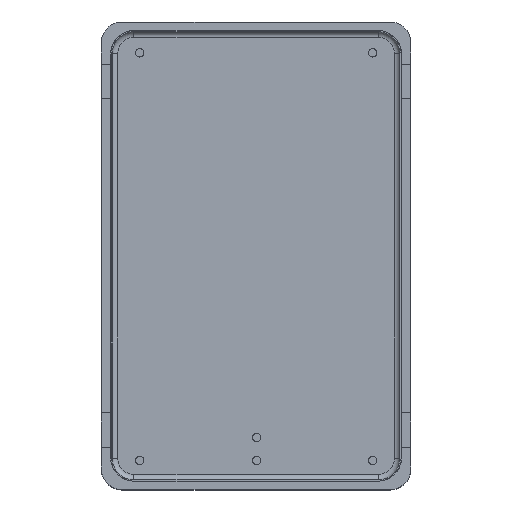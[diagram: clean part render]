
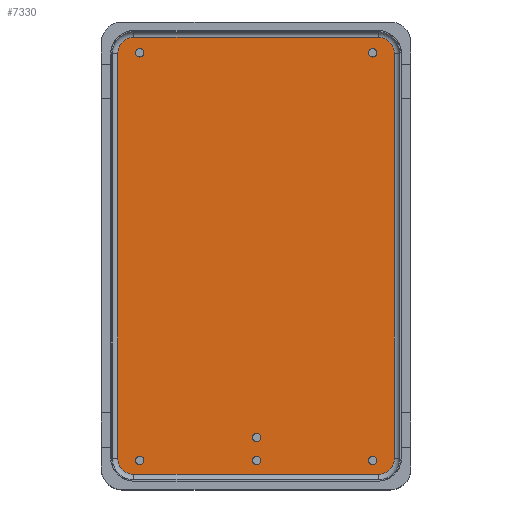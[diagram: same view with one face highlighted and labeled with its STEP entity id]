
A CAD part, top view. The second image highlights one B-rep face of the part: STEP entity #7330.
In plain terms, the highlighted planar face has unit normal (0, 0, 1).
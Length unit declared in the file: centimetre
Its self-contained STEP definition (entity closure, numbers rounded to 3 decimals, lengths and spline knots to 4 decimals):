
#916=VECTOR('',#8946,1.);
#917=VECTOR('',#8949,1.);
#918=VECTOR('',#8952,1.);
#919=VECTOR('',#8955,1.);
#1725=LINE('',#11572,#916);
#1726=LINE('',#11576,#917);
#1727=LINE('',#11580,#918);
#1728=LINE('',#11584,#919);
#2079=PLANE('',#7717);
#2109=VERTEX_POINT('',#9280);
#2115=VERTEX_POINT('',#9297);
#2137=VERTEX_POINT('',#9363);
#2679=VERTEX_POINT('',#11512);
#2685=VERTEX_POINT('',#11529);
#2691=VERTEX_POINT('',#11546);
#2700=VERTEX_POINT('',#11570);
#2701=VERTEX_POINT('',#11571);
#2702=VERTEX_POINT('',#11573);
#2703=VERTEX_POINT('',#11575);
#2704=VERTEX_POINT('',#11577);
#2705=VERTEX_POINT('',#11579);
#2706=VERTEX_POINT('',#11581);
#2707=VERTEX_POINT('',#11583);
#2813=CIRCLE('',#7400,0.0365);
#2819=CIRCLE('',#7411,0.0365);
#2833=CIRCLE('',#7439,0.0365);
#2845=CIRCLE('',#7685,0.0365);
#2851=CIRCLE('',#7696,0.0365);
#2857=CIRCLE('',#7707,0.0365);
#2862=CIRCLE('',#7718,0.141);
#2863=CIRCLE('',#7719,0.141);
#2864=CIRCLE('',#7720,0.141);
#2865=CIRCLE('',#7721,0.141);
#2931=EDGE_CURVE('',#2109,#2109,#2813,.T.);
#2937=EDGE_CURVE('',#2115,#2115,#2819,.T.);
#2967=EDGE_CURVE('',#2137,#2137,#2833,.T.);
#3774=EDGE_CURVE('',#2679,#2679,#2845,.T.);
#3780=EDGE_CURVE('',#2685,#2685,#2851,.T.);
#3786=EDGE_CURVE('',#2691,#2691,#2857,.T.);
#3795=EDGE_CURVE('',#2700,#2701,#2862,.T.);
#3796=EDGE_CURVE('',#2702,#2700,#1725,.T.);
#3797=EDGE_CURVE('',#2703,#2702,#2863,.T.);
#3798=EDGE_CURVE('',#2704,#2703,#1726,.T.);
#3799=EDGE_CURVE('',#2705,#2704,#2864,.T.);
#3800=EDGE_CURVE('',#2706,#2705,#1727,.T.);
#3801=EDGE_CURVE('',#2707,#2706,#2865,.T.);
#3802=EDGE_CURVE('',#2701,#2707,#1728,.T.);
#5681=ORIENTED_EDGE('',*,*,#3795,.F.);
#5682=ORIENTED_EDGE('',*,*,#3796,.F.);
#5683=ORIENTED_EDGE('',*,*,#3797,.F.);
#5684=ORIENTED_EDGE('',*,*,#3798,.F.);
#5685=ORIENTED_EDGE('',*,*,#3799,.F.);
#5686=ORIENTED_EDGE('',*,*,#3800,.F.);
#5687=ORIENTED_EDGE('',*,*,#3801,.F.);
#5688=ORIENTED_EDGE('',*,*,#3802,.F.);
#5689=ORIENTED_EDGE('',*,*,#3786,.T.);
#5690=ORIENTED_EDGE('',*,*,#3780,.T.);
#5691=ORIENTED_EDGE('',*,*,#3774,.T.);
#5692=ORIENTED_EDGE('',*,*,#2967,.T.);
#5693=ORIENTED_EDGE('',*,*,#2937,.T.);
#5694=ORIENTED_EDGE('',*,*,#2931,.T.);
#6448=EDGE_LOOP('',(#5681,#5682,#5683,#5684,#5685,#5686,#5687,#5688));
#6449=EDGE_LOOP('',(#5689));
#6450=EDGE_LOOP('',(#5690));
#6451=EDGE_LOOP('',(#5691));
#6452=EDGE_LOOP('',(#5692));
#6453=EDGE_LOOP('',(#5693));
#6454=EDGE_LOOP('',(#5694));
#6913=FACE_BOUND('',#6448,.T.);
#6914=FACE_BOUND('',#6449,.T.);
#6915=FACE_BOUND('',#6450,.T.);
#6916=FACE_BOUND('',#6451,.T.);
#6917=FACE_BOUND('',#6452,.T.);
#6918=FACE_BOUND('',#6453,.T.);
#6919=FACE_BOUND('',#6454,.T.);
#7330=ADVANCED_FACE('',(#6913,#6914,#6915,#6916,#6917,#6918,#6919),#2079,
 .T.);
#7400=AXIS2_PLACEMENT_3D('',#9279,#7854,#7855);
#7411=AXIS2_PLACEMENT_3D('',#9296,#7873,#7874);
#7439=AXIS2_PLACEMENT_3D('',#9362,#7937,#7938);
#7685=AXIS2_PLACEMENT_3D('',#11511,#8885,#8886);
#7696=AXIS2_PLACEMENT_3D('',#11528,#8904,#8905);
#7707=AXIS2_PLACEMENT_3D('',#11545,#8923,#8924);
#7717=AXIS2_PLACEMENT_3D('',#11568,#8943,$);
#7718=AXIS2_PLACEMENT_3D('',#11569,#8944,#8945);
#7719=AXIS2_PLACEMENT_3D('',#11574,#8947,#8948);
#7720=AXIS2_PLACEMENT_3D('',#11578,#8950,#8951);
#7721=AXIS2_PLACEMENT_3D('',#11582,#8953,#8954);
#7854=DIRECTION('',(0.,0.,-1.));
#7855=DIRECTION('',(-0.014,-0.034,0.));
#7873=DIRECTION('',(0.,0.,-1.));
#7874=DIRECTION('',(-0.014,-0.034,0.));
#7937=DIRECTION('',(0.,0.,-1.));
#7938=DIRECTION('',(-0.014,-0.034,0.));
#8885=DIRECTION('',(0.,0.,-1.));
#8886=DIRECTION('',(-0.014,-0.034,0.));
#8904=DIRECTION('',(0.,0.,-1.));
#8905=DIRECTION('',(-0.014,-0.034,0.));
#8923=DIRECTION('',(0.,0.,-1.));
#8924=DIRECTION('',(-0.014,-0.034,0.));
#8943=DIRECTION('',(0.,0.,1.));
#8944=DIRECTION('',(0.,0.,-1.));
#8945=DIRECTION('',(0.1,-0.1,0.));
#8946=DIRECTION('',(0.,1.,0.));
#8947=DIRECTION('',(0.,0.,-1.));
#8948=DIRECTION('',(0.141,0.,0.));
#8949=DIRECTION('',(-1.,0.,0.));
#8950=DIRECTION('',(0.,0.,-1.));
#8951=DIRECTION('',(-0.141,0.,0.));
#8952=DIRECTION('',(0.,-1.,0.));
#8953=DIRECTION('',(0.,0.,-1.));
#8954=DIRECTION('',(-0.1,-0.1,0.));
#8955=DIRECTION('',(1.,0.,0.));
#9279=CARTESIAN_POINT('',(1.017,1.771,1.5613));
#9280=CARTESIAN_POINT('',(1.031,1.8047,1.5613));
#9296=CARTESIAN_POINT('',(-1.015,1.771,1.5613));
#9297=CARTESIAN_POINT('',(-1.001,1.8047,1.5613));
#9362=CARTESIAN_POINT('',(-1.015,-1.785,1.5613));
#9363=CARTESIAN_POINT('',(-1.001,-1.7513,1.5613));
#11511=CARTESIAN_POINT('',(0.005,-1.785,1.5613));
#11512=CARTESIAN_POINT('',(0.019,-1.7513,1.5613));
#11528=CARTESIAN_POINT('',(1.017,-1.785,1.5613));
#11529=CARTESIAN_POINT('',(1.031,-1.7513,1.5613));
#11545=CARTESIAN_POINT('',(0.005,-1.585,1.5613));
#11546=CARTESIAN_POINT('',(0.019,-1.5513,1.5613));
#11568=CARTESIAN_POINT('',(0.,0.,
1.5613));
#11569=CARTESIAN_POINT('',(-1.065,1.765,1.5613));
#11570=CARTESIAN_POINT('',(-1.206,1.765,1.5613));
#11571=CARTESIAN_POINT('',(-1.065,1.906,1.5613));
#11572=CARTESIAN_POINT('',(-1.206,0.,1.5613));
#11573=CARTESIAN_POINT('',(-1.206,-1.765,1.5613));
#11574=CARTESIAN_POINT('',(-1.065,-1.765,1.5613));
#11575=CARTESIAN_POINT('',(-1.065,-1.906,1.5613));
#11576=CARTESIAN_POINT('',(0.,-1.906,1.5613));
#11577=CARTESIAN_POINT('',(1.065,-1.906,1.5613));
#11578=CARTESIAN_POINT('',(1.065,-1.765,1.5613));
#11579=CARTESIAN_POINT('',(1.206,-1.765,1.5613));
#11580=CARTESIAN_POINT('',(1.206,0.,1.5613));
#11581=CARTESIAN_POINT('',(1.206,1.765,1.5613));
#11582=CARTESIAN_POINT('',(1.065,1.765,1.5613));
#11583=CARTESIAN_POINT('',(1.065,1.906,1.5613));
#11584=CARTESIAN_POINT('',(0.,1.906,1.5613));
